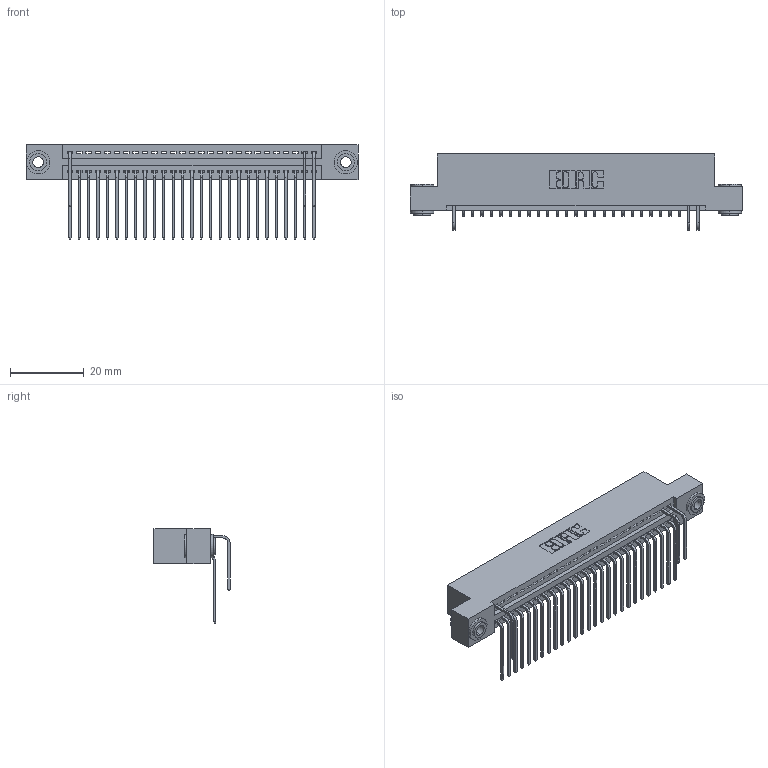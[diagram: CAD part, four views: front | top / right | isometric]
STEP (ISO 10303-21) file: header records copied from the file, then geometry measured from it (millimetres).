
FILE_DESCRIPTION (( 'STEP AP203' ), '1' );
FILE_NAME ('345-054-559-203.STEP', '2018-09-24T01:36:16', ( '' ), ( '' ), 'SwSTEP 2.0', 'SolidWorks 2016', '' );
FILE_SCHEMA (( 'CONFIG_CONTROL_DESIGN' ));
Length unit declared in the file: inch
Products named in the file (5): 345 Part_Flush Mounting Lugs - 0.156 Dia-TH; 345-292-001_558 559 Tail - 1; 345-292-001_559 Tail - 2; 345-250-002_345-250-002-102; 345-054-559-203
Assembly tree (33 placements, depth 2):
  345-054-559-203
    345 Part_Flush Mounting Lugs - 0.156 Dia-TH
    345-292-001_558 559 Tail - 1  x27
    345-292-001_559 Tail - 2  x3
    345-250-002_345-250-002-102  x2
Bounding box: 89.79 x 20.56 x 25.53 mm (x, y, z)
Volume: 8559.1 mm3; surface area: 12154.6 mm2
Topology: 33 solids, 33 shells, 1916 faces, 5715 edges, 3766 vertices
Faces by surface type: plane 1308, cylinder 600, cone 8
Entity records: 24738 total; most frequent: CARTESIAN_POINT 4286, ORIENTED_EDGE 4186, DIRECTION 3775, EDGE_CURVE 2093, LINE 1789, VECTOR 1789, VERTEX_POINT 1390, AXIS2_PLACEMENT_3D 993
